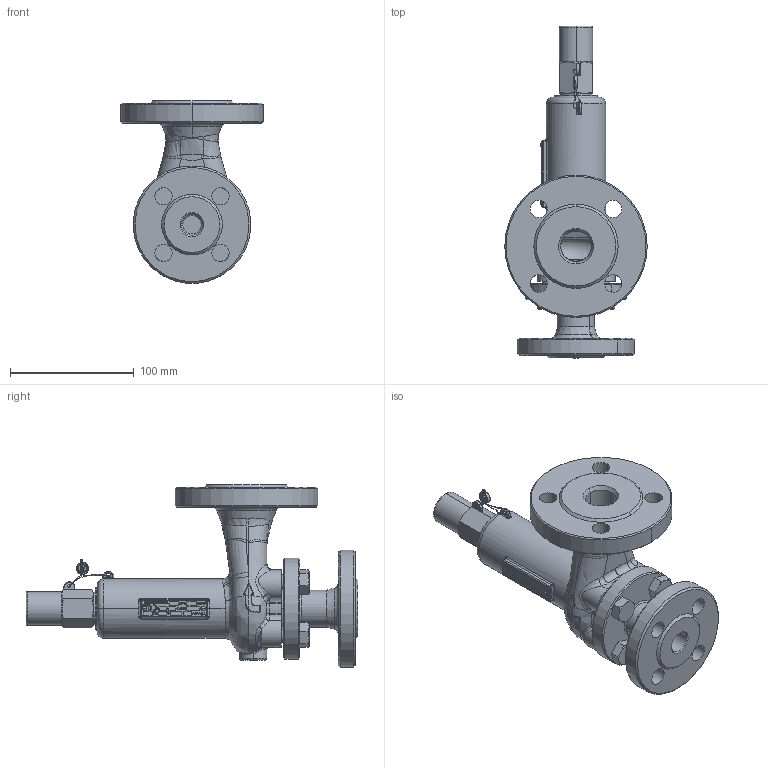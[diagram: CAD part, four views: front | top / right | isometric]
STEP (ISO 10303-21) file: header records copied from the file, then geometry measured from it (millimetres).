
FILE_DESCRIPTION (( 'STEP AP203' ), '1' );
FILE_NAME ('Typ 3BG I.STEP', '2019-02-01T11:10:05', ( '' ), ( '' ), 'SwSTEP 2.0', 'SolidWorks 2016', '' );
FILE_SCHEMA (( 'CONFIG_CONTROL_DESIGN' ));
Length unit declared in the file: millimetre
Products named in the file (1): Typ 3BG I
Bounding box: 115 x 268 x 147.32 mm (x, y, z)
Volume: 509989.6 mm3; surface area: 154090.1 mm2
Topology: 29 solids, 29 shells, 1721 faces, 4314 edges, 2741 vertices
Faces by surface type: bspline 636, plane 634, cylinder 237, torus 107, cone 103, sphere 4
Entity records: 83659 total; most frequent: CARTESIAN_POINT 47049, ORIENTED_EDGE 8612, DIRECTION 5757, EDGE_CURVE 4306, VERTEX_POINT 2741, VECTOR 1945, LINE 1945, AXIS2_PLACEMENT_3D 1906
